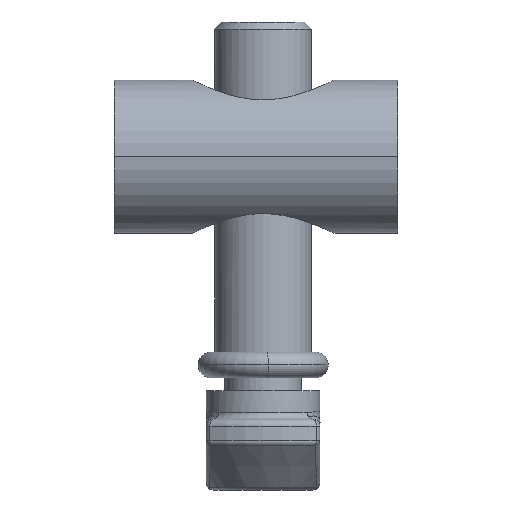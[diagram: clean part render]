
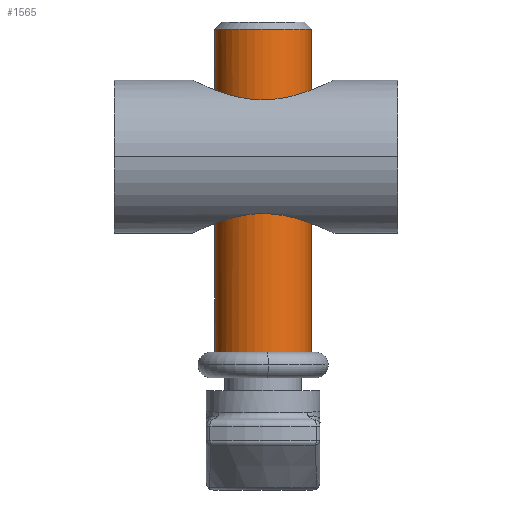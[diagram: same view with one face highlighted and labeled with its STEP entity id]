
A CAD part, left-side view. The second image highlights one B-rep face of the part: STEP entity #1565.
In plain terms, the highlighted cylindrical face has radius 3.4 mm (diameter 6.8 mm), a partial arc.
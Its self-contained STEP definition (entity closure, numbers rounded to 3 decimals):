
#134 = ORIENTED_EDGE ( 'NONE', *, *, #288, .T. ) ;
#136 = ORIENTED_EDGE ( 'NONE', *, *, #270, .T. ) ;
#138 = ORIENTED_EDGE ( 'NONE', *, *, #289, .F. ) ;
#140 = ORIENTED_EDGE ( 'NONE', *, *, #286, .F. ) ;
#141 = ORIENTED_EDGE ( 'NONE', *, *, #265, .T. ) ;
#145 = ORIENTED_EDGE ( 'NONE', *, *, #285, .T. ) ;
#154 = ORIENTED_EDGE ( 'NONE', *, *, #284, .T. ) ;
#265 = EDGE_CURVE ( 'NONE', #2946, #3060, #3358, .T. ) ;
#270 = EDGE_CURVE ( 'NONE', #3059, #3001, #4125, .T. ) ;
#284 = EDGE_CURVE ( 'NONE', #2836, #2957, #4285, .T. ) ;
#285 = EDGE_CURVE ( 'NONE', #2957, #3059, #4139, .T. ) ;
#286 = EDGE_CURVE ( 'NONE', #2946, #3001, #4248, .T. ) ;
#288 = EDGE_CURVE ( 'NONE', #3060, #3078, #3400, .T. ) ;
#289 = EDGE_CURVE ( 'NONE', #2836, #3078, #4220, .T. ) ;
#404 = CARTESIAN_POINT ( 'NONE',  ( 0., 24.5, -3.4 ) ) ;
#1565 = ADVANCED_FACE ( 'NONE', ( #2074 ), #2138, .T. ) ;
#2074 = FACE_OUTER_BOUND ( 'NONE', #2961, .T. ) ;
#2138 = CYLINDRICAL_SURFACE ( 'NONE', #5092, 3.4 ) ;
#2540 = DIRECTION ( 'NONE',  ( 0., -1., 0. ) ) ;
#2541 = CARTESIAN_POINT ( 'NONE',  ( 0., 13.5, -3.4 ) ) ;
#2542 = CARTESIAN_POINT ( 'NONE',  ( 0.115, 13.5, -3.4 ) ) ;
#2543 = CARTESIAN_POINT ( 'NONE',  ( 0.231, 13.489, -3.394 ) ) ;
#2544 = CARTESIAN_POINT ( 'NONE',  ( 0.455, 13.447, -3.371 ) ) ;
#2545 = CARTESIAN_POINT ( 'NONE',  ( 0.565, 13.416, -3.355 ) ) ;
#2546 = CARTESIAN_POINT ( 'NONE',  ( 0.884, 13.295, -3.29 ) ) ;
#2547 = CARTESIAN_POINT ( 'NONE',  ( 1.075, 13.183, -3.231 ) ) ;
#2548 = CARTESIAN_POINT ( 'NONE',  ( 1.424, 12.914, -3.093 ) ) ;
#2549 = CARTESIAN_POINT ( 'NONE',  ( 1.577, 12.76, -3.016 ) ) ;
#2550 = CARTESIAN_POINT ( 'NONE',  ( 1.849, 12.428, -2.857 ) ) ;
#2551 = CARTESIAN_POINT ( 'NONE',  ( 1.969, 12.248, -2.775 ) ) ;
#2552 = CARTESIAN_POINT ( 'NONE',  ( 2.177, 11.873, -2.615 ) ) ;
#2553 = CARTESIAN_POINT ( 'NONE',  ( 2.266, 11.679, -2.537 ) ) ;
#2554 = CARTESIAN_POINT ( 'NONE',  ( 2.419, 11.273, -2.392 ) ) ;
#2555 = CARTESIAN_POINT ( 'NONE',  ( 2.482, 11.061, -2.325 ) ) ;
#2557 = CARTESIAN_POINT ( 'NONE',  ( 2.584, 10.629, -2.212 ) ) ;
#2558 = CARTESIAN_POINT ( 'NONE',  ( 2.621, 10.409, -2.166 ) ) ;
#2559 = CARTESIAN_POINT ( 'NONE',  ( 2.672, 9.96, -2.102 ) ) ;
#2560 = CARTESIAN_POINT ( 'NONE',  ( 0., 0., -3.4 ) ) ;
#2565 = CARTESIAN_POINT ( 'NONE',  ( 2.685, 9.5, -2.085 ) ) ;
#2566 = CARTESIAN_POINT ( 'NONE',  ( 2.685, 9.728, -2.085 ) ) ;
#2567 = DIRECTION ( 'NONE',  ( 0., -1., 0. ) ) ;
#2568 = CARTESIAN_POINT ( 'NONE',  ( 0., 0., -3.4 ) ) ;
#2569 = DIRECTION ( 'NONE',  ( 0., 0., -1. ) ) ;
#2570 = DIRECTION ( 'NONE',  ( 0., -1., 0. ) ) ;
#2571 = CARTESIAN_POINT ( 'NONE',  ( 0., 24.5, 0. ) ) ;
#2575 = DIRECTION ( 'NONE',  ( 0., -1., 0. ) ) ;
#2576 = CARTESIAN_POINT ( 'NONE',  ( 0., 0., 3.4 ) ) ;
#2622 = DIRECTION ( 'NONE',  ( 0., 0., -1. ) ) ;
#2623 = DIRECTION ( 'NONE',  ( 0., 1., 0. ) ) ;
#2624 = CARTESIAN_POINT ( 'NONE',  ( 0., 0.5, 0. ) ) ;
#2656 = CARTESIAN_POINT ( 'NONE',  ( 2.685, 9.5, -2.085 ) ) ;
#2657 = CARTESIAN_POINT ( 'NONE',  ( 2.685, 9.271, -2.085 ) ) ;
#2658 = CARTESIAN_POINT ( 'NONE',  ( 2.673, 9.045, -2.102 ) ) ;
#2659 = CARTESIAN_POINT ( 'NONE',  ( 2.622, 8.594, -2.165 ) ) ;
#2660 = CARTESIAN_POINT ( 'NONE',  ( 2.583, 8.37, -2.212 ) ) ;
#2661 = CARTESIAN_POINT ( 'NONE',  ( 2.482, 7.939, -2.325 ) ) ;
#2662 = CARTESIAN_POINT ( 'NONE',  ( 2.42, 7.73, -2.391 ) ) ;
#2663 = CARTESIAN_POINT ( 'NONE',  ( 2.268, 7.326, -2.535 ) ) ;
#2665 = CARTESIAN_POINT ( 'NONE',  ( 2.178, 7.128, -2.614 ) ) ;
#2666 = CARTESIAN_POINT ( 'NONE',  ( 1.969, 6.752, -2.775 ) ) ;
#2667 = CARTESIAN_POINT ( 'NONE',  ( 1.851, 6.574, -2.856 ) ) ;
#2668 = CARTESIAN_POINT ( 'NONE',  ( 1.58, 6.242, -3.015 ) ) ;
#2669 = CARTESIAN_POINT ( 'NONE',  ( 1.424, 6.086, -3.093 ) ) ;
#2670 = CARTESIAN_POINT ( 'NONE',  ( 1.165, 5.886, -3.196 ) ) ;
#2671 = CARTESIAN_POINT ( 'NONE',  ( 1.073, 5.824, -3.228 ) ) ;
#2672 = CARTESIAN_POINT ( 'NONE',  ( 0.88, 5.714, -3.286 ) ) ;
#2673 = CARTESIAN_POINT ( 'NONE',  ( 0.777, 5.665, -3.312 ) ) ;
#2674 = CARTESIAN_POINT ( 'NONE',  ( 0., 5.5, -3.4 ) ) ;
#2675 = CARTESIAN_POINT ( 'NONE',  ( 0.229, 5.5, -3.4 ) ) ;
#2677 = CARTESIAN_POINT ( 'NONE',  ( 0.46, 5.545, -3.376 ) ) ;
#2836 = VERTEX_POINT ( 'NONE', #404 ) ;
#2946 = VERTEX_POINT ( 'NONE', #5397 ) ;
#2957 = VERTEX_POINT ( 'NONE', #5392 ) ;
#2961 = EDGE_LOOP ( 'NONE', ( #154, #145, #136, #140, #141, #134, #138 ) ) ;
#3001 = VERTEX_POINT ( 'NONE', #5364 ) ;
#3059 = VERTEX_POINT ( 'NONE', #5321 ) ;
#3060 = VERTEX_POINT ( 'NONE', #5320 ) ;
#3078 = VERTEX_POINT ( 'NONE', #5308 ) ;
#3358 = B_SPLINE_CURVE_WITH_KNOTS ( 'NONE', 3,
 ( #2674, #2675, #2677, #2673, #2672, #2671, #2670, #2669, #2668, #2667, #2666, #2665, #2663, #2662, #2661, #2660, #2659, #2658, #2657, #2656 ),
 .UNSPECIFIED., .F., .F.,
 ( 4, 2, 2, 2, 2, 2, 2, 2, 2, 4 ),
 ( 0.002, 0.002, 0.003, 0.003, 0.004, 0.004, 0.005, 0.006, 0.006, 0.007 ),
 .UNSPECIFIED. ) ;
#3400 = B_SPLINE_CURVE_WITH_KNOTS ( 'NONE', 3,
 ( #2565, #2566, #2559, #2558, #2557, #2555, #2554, #2553, #2552, #2551, #2550, #2549, #2548, #2547, #2546, #2545, #2544, #2543, #2542, #2541 ),
 .UNSPECIFIED., .F., .F.,
 ( 4, 2, 2, 2, 2, 2, 2, 2, 2, 4 ),
 ( 0.007, 0.008, 0.008, 0.009, 0.01, 0.011, 0.011, 0.012, 0.012, 0.013 ),
 .UNSPECIFIED. ) ;
#4125 = CIRCLE ( 'NONE', #5236, 3.4 ) ;
#4139 = LINE ( 'NONE', #2576, #4270 ) ;
#4199 = VECTOR ( 'NONE', #2540, 1000. ) ;
#4217 = VECTOR ( 'NONE', #2567, 1000. ) ;
#4220 = LINE ( 'NONE', #2560, #4199 ) ;
#4248 = LINE ( 'NONE', #2568, #4217 ) ;
#4270 = VECTOR ( 'NONE', #2575, 1000. ) ;
#4285 = CIRCLE ( 'NONE', #5255, 3.4 ) ;
#4439 = CARTESIAN_POINT ( 'NONE',  ( 0., 0., 0. ) ) ;
#4454 = DIRECTION ( 'NONE',  ( 0., -1., 0. ) ) ;
#4515 = DIRECTION ( 'NONE',  ( 0., 0., -1. ) ) ;
#5092 = AXIS2_PLACEMENT_3D ( 'NONE', #4439, #4454, #4515 ) ;
#5236 = AXIS2_PLACEMENT_3D ( 'NONE', #2624, #2623, #2622 ) ;
#5255 = AXIS2_PLACEMENT_3D ( 'NONE', #2571, #2570, #2569 ) ;
#5308 = CARTESIAN_POINT ( 'NONE',  ( 0., 13.5, -3.4 ) ) ;
#5320 = CARTESIAN_POINT ( 'NONE',  ( 2.685, 9.5, -2.085 ) ) ;
#5321 = CARTESIAN_POINT ( 'NONE',  ( 0., 0.5, 3.4 ) ) ;
#5364 = CARTESIAN_POINT ( 'NONE',  ( 0., 0.5, -3.4 ) ) ;
#5392 = CARTESIAN_POINT ( 'NONE',  ( 0., 24.5, 3.4 ) ) ;
#5397 = CARTESIAN_POINT ( 'NONE',  ( 0., 5.5, -3.4 ) ) ;
